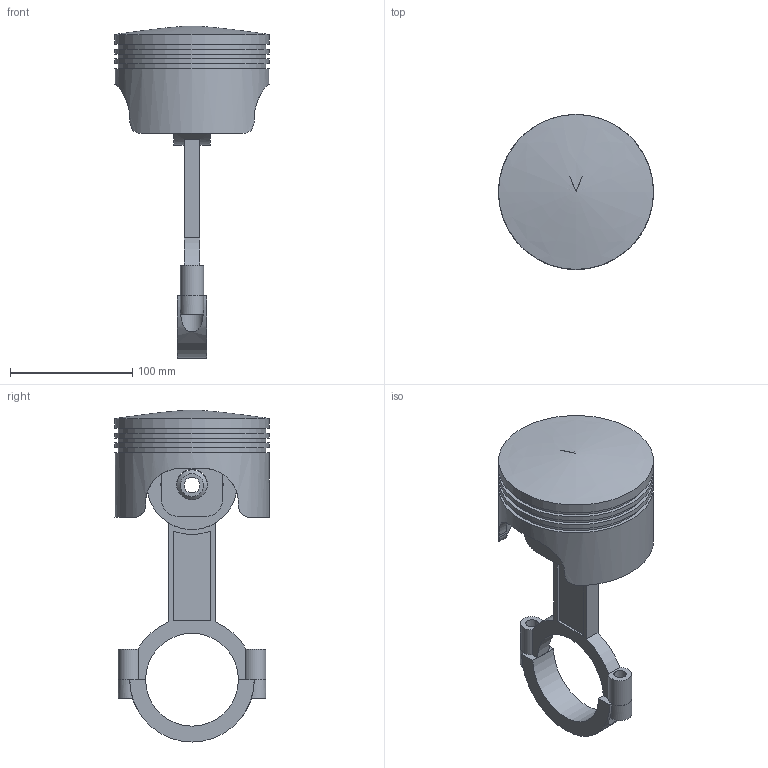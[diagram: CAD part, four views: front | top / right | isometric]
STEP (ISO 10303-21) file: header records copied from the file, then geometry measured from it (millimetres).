
FILE_DESCRIPTION(/* description */ (''),/* implementation_level */ '2;1');
FILE_NAME(/* name */ 'Piston and Connecting Rod v1.step',/* time_stamp */ '2022-05-28T15:14:17+05:30',/* author */ (''),/* organization */ (''),/* preprocessor_version */ 'ST-DEVELOPER v19',/* originating_system */ 'Autodesk Translation Framework v11.7.0.108',/* authorisation */ '');
FILE_SCHEMA (('AUTOMOTIVE_DESIGN { 1 0 10303 214 3 1 1 }'));
Length unit declared in the file: millimetre
Products named in the file (5): Piston and Connecting Rod; Piston Cap; Pin; Piston Head; Piston Rod
Assembly tree (4 placements, depth 2):
  Piston and Connecting Rod
    Piston Cap
    Pin
    Piston Head
    Piston Rod
Bounding box: 127 x 127 x 272.04 mm (x, y, z)
Volume: 649852.3 mm3; surface area: 150494.4 mm2
Topology: 4 solids, 4 shells, 102 faces, 257 edges, 168 vertices
Faces by surface type: plane 53, cylinder 45, cone 3, bspline 1
Full cylindrical faces by diameter (mm): 10 x4, 13 x1, 25 x3, 51 x1, 114 x1, 121 x3, 127 x4
Entity records: 3630 total; most frequent: CARTESIAN_POINT 959, DIRECTION 542, ORIENTED_EDGE 512, EDGE_CURVE 256, AXIS2_PLACEMENT_3D 199, VERTEX_POINT 168, LINE 144, VECTOR 144
